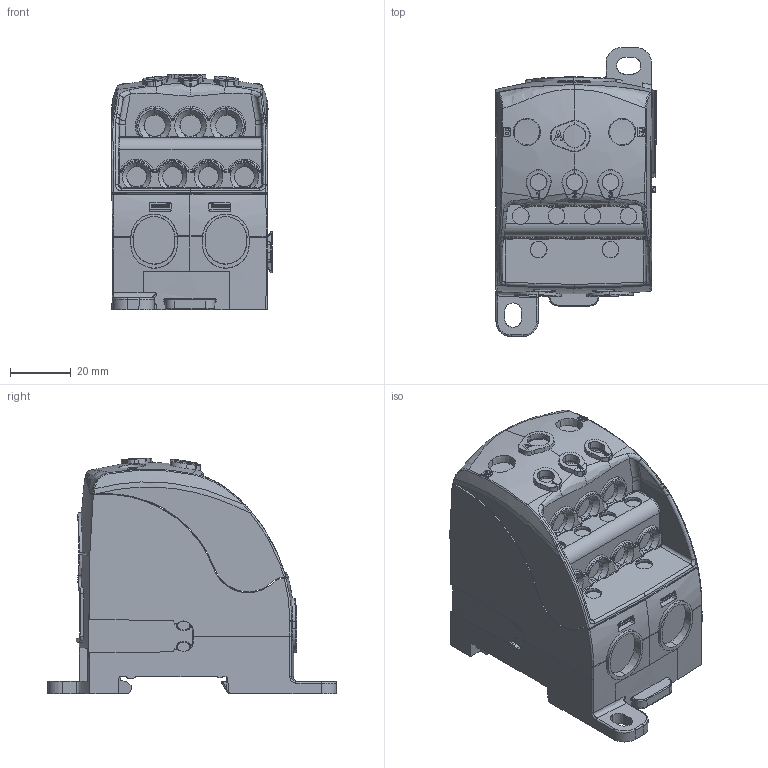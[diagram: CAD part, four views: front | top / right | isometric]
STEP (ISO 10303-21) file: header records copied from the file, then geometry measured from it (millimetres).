
FILE_DESCRIPTION(('CATIA V5 STEP Exchange','CAx-IF Rec.Pracs.--- Model Styling and Organization---1.5--- 2016-08-15','CAx-IF Rec.Pracs.---Supplemental Geometry---1.0---2011-11-01','CAx-IF Rec.Pracs.--- Composite Materials ---1.1---2010-07-15'),'2;1');
FILE_NAME ('7878439_4', '2025-08-15T10:22:04+00:00', ('none'), ('Weidmueller'), 'CATIA Version 5-6 Release 2024 SP4', 'CATIA V5 STEP AP214 v3', 'none');
FILE_SCHEMA(('AUTOMOTIVE_DESIGN { 1 0 10303 214 1 1 1 1 }'));
Products named in the file (1): 1562090000
Bounding box: 52.93 x 95 x 77.6 mm (x, y, z)
Volume: 198833.1 mm3; surface area: 42364.5 mm2
Topology: 1 solids, 4 shells, 2369 faces, 7056 edges, 4685 vertices
Faces by surface type: plane 1313, bspline 612, cylinder 292, cone 139, extrusion 13
Entity records: 124628 total; most frequent: CARTESIAN_POINT 71655, ORIENTED_EDGE 14106, EDGE_CURVE 7053, DIRECTION 6212, VERTEX_POINT 4685, B_SPLINE_CURVE_WITH_KNOTS 4072, VECTOR 2599, LINE 2586
